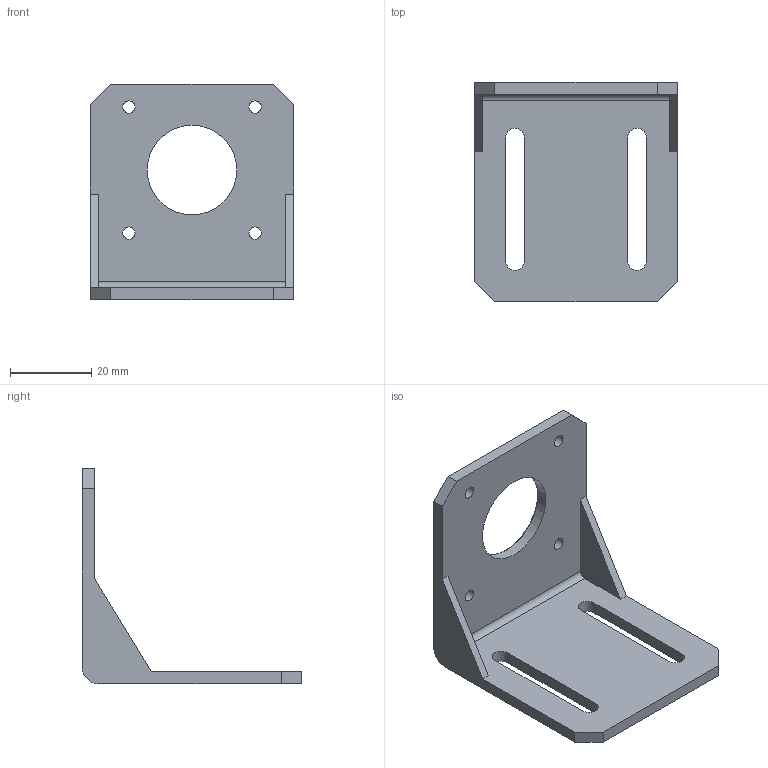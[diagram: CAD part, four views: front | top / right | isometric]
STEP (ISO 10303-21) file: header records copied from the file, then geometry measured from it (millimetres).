
FILE_DESCRIPTION(/* description */ ('Unknown'),/* implementation_level */ '2;1');
FILE_NAME(/* name */ 'Soporte90_Nema17',/* time_stamp */ '2020-10-03T15:08:58-03:00',/* author */ ('Unknown'),/* organization */ ('Unknown'),/* preprocessor_version */ 'ST-DEVELOPER v16.7',/* originating_system */ 'DEX',/* authorisation */ $);
FILE_SCHEMA (('AUTOMOTIVE_DESIGN {1 0 10303 214 3 1 1}'));
Length unit declared in the file: millimetre
Products named in the file (1): Soporte90_Nema17
Bounding box: 50 x 54 x 53 mm (x, y, z)
Volume: 13799.5 mm3; surface area: 11003.7 mm2
Topology: 1 solids, 1 shells, 32 faces, 94 edges, 64 vertices
Faces by surface type: plane 20, cylinder 11, torus 1
Full cylindrical faces by diameter (mm): 3 x4, 22 x1
Entity records: 1056 total; most frequent: CARTESIAN_POINT 175, DIRECTION 172, ORIENTED_EDGE 166, EDGE_CURVE 83, LINE 60, VECTOR 60, VERTEX_POINT 59, AXIS2_PLACEMENT_3D 56
